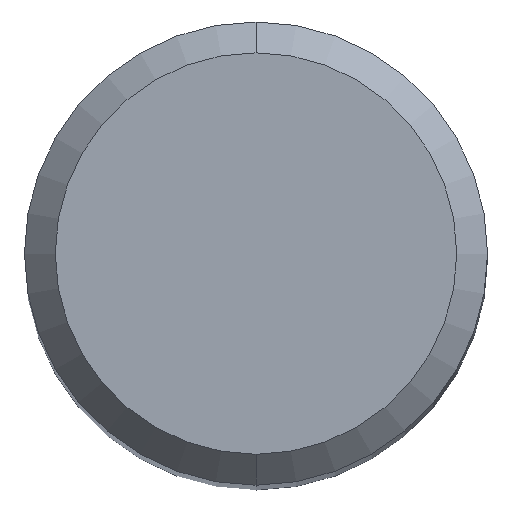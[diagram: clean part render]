
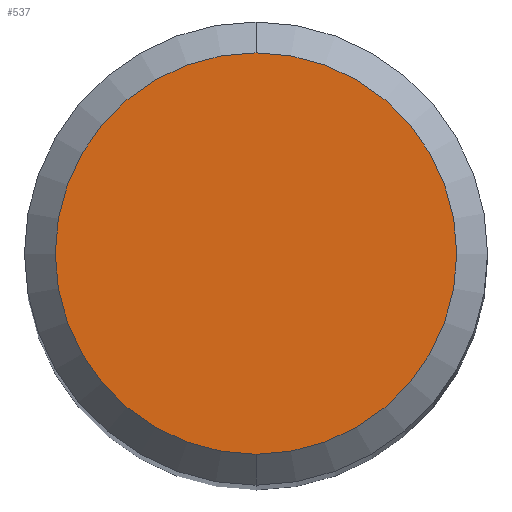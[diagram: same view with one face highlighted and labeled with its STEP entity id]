
A CAD part, top view. The second image highlights one B-rep face of the part: STEP entity #537.
In plain terms, the highlighted planar face has unit normal (0, 0, 1).
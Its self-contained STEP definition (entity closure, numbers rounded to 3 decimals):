
#315=VERTEX_POINT('',#689);
#407=EDGE_CURVE('',#315,#521,#790,.T.);
#475=EDGE_CURVE('',#521,#315,#865,.T.);
#521=VERTEX_POINT('',#916);
#537=ADVANCED_FACE('',(#933),#934,.T.);
#689=CARTESIAN_POINT('',(0.0,2.6,0.0));
#790=CIRCLE('',#1395,2.6);
#865=CIRCLE('',#1535,2.6);
#916=CARTESIAN_POINT('',(0.,-2.6,0.0));
#933=FACE_OUTER_BOUND('',#1649,.T.);
#934=PLANE('',#1650);
#1395=AXIS2_PLACEMENT_3D('',#1922,#1923,#1924);
#1535=AXIS2_PLACEMENT_3D('',#2008,#2009,#2010);
#1649=EDGE_LOOP('',(#2081,#2082));
#1650=AXIS2_PLACEMENT_3D('',#2083,#2084,#2085);
#1922=CARTESIAN_POINT('',(0.0,0.0,0.0));
#1923=DIRECTION('',(0.0,0.0,-1.0));
#1924=DIRECTION('',(0.0,1.0,0.0));
#2008=CARTESIAN_POINT('',(0.0,0.0,0.0));
#2009=DIRECTION('',(0.0,0.0,-1.0));
#2010=DIRECTION('',(0.0,1.0,0.0));
#2081=ORIENTED_EDGE('',*,*,#407,.F.);
#2082=ORIENTED_EDGE('',*,*,#475,.F.);
#2083=CARTESIAN_POINT('',(0.0,1.3,0.0));
#2084=DIRECTION('',(-0.0,0.0,1.0));
#2085=DIRECTION('',(0.0,-1.0,0.0));
